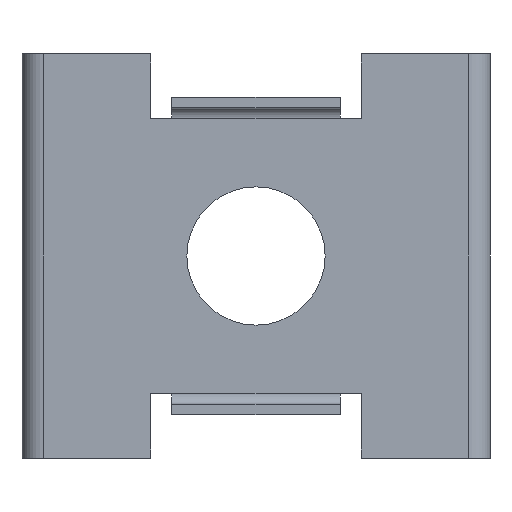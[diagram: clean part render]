
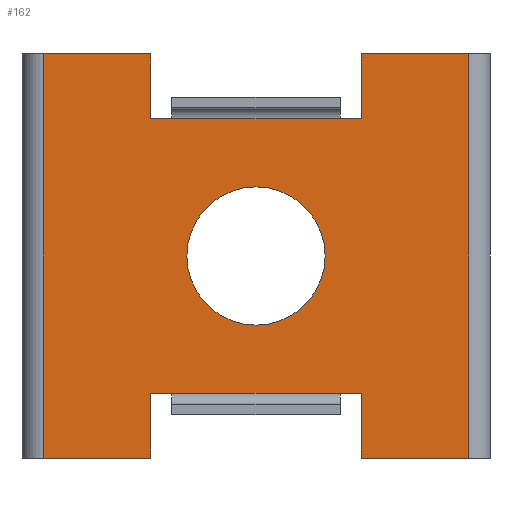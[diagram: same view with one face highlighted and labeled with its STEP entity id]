
A CAD part, front view. The second image highlights one B-rep face of the part: STEP entity #162.
In plain terms, the highlighted planar face has unit normal (0, -1, 0).
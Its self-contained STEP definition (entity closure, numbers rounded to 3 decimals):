
#162=ADVANCED_FACE('',(#321,#322),#323,.T.);
#321=FACE_OUTER_BOUND('',#474,.T.);
#322=FACE_BOUND('',#475,.T.);
#323=PLANE('',#476);
#474=EDGE_LOOP('',(#883,#884,#885,#886,#887,#888,#889,#890,#891,#892,#893,#894,#895,#896,#897,#898));
#475=EDGE_LOOP('',(#899,#900));
#476=AXIS2_PLACEMENT_3D('',#901,#902,#903);
#883=ORIENTED_EDGE('',*,*,#1010,.T.);
#884=ORIENTED_EDGE('',*,*,#1110,.T.);
#885=ORIENTED_EDGE('',*,*,#1107,.T.);
#886=ORIENTED_EDGE('',*,*,#1043,.T.);
#887=ORIENTED_EDGE('',*,*,#1034,.T.);
#888=ORIENTED_EDGE('',*,*,#996,.T.);
#889=ORIENTED_EDGE('',*,*,#990,.T.);
#890=ORIENTED_EDGE('',*,*,#1038,.T.);
#891=ORIENTED_EDGE('',*,*,#1041,.T.);
#892=ORIENTED_EDGE('',*,*,#1111,.T.);
#893=ORIENTED_EDGE('',*,*,#1080,.T.);
#894=ORIENTED_EDGE('',*,*,#1023,.T.);
#895=ORIENTED_EDGE('',*,*,#1001,.T.);
#896=ORIENTED_EDGE('',*,*,#967,.T.);
#897=ORIENTED_EDGE('',*,*,#961,.T.);
#898=ORIENTED_EDGE('',*,*,#1006,.T.);
#899=ORIENTED_EDGE('',*,*,#1054,.T.);
#900=ORIENTED_EDGE('',*,*,#940,.T.);
#901=CARTESIAN_POINT('',(10.0,0.0,-19.0));
#902=DIRECTION('',(0.0,-1.0,0.0));
#903=DIRECTION('',(1.0,0.0,0.0));
#940=EDGE_CURVE('',#1116,#1120,#1122,.T.);
#961=EDGE_CURVE('',#1151,#1153,#1155,.T.);
#967=EDGE_CURVE('',#1161,#1151,#1162,.T.);
#990=EDGE_CURVE('',#1194,#1196,#1198,.T.);
#996=EDGE_CURVE('',#1204,#1194,#1205,.T.);
#1001=EDGE_CURVE('',#1212,#1161,#1213,.T.);
#1006=EDGE_CURVE('',#1153,#1218,#1220,.T.);
#1010=EDGE_CURVE('',#1218,#1224,#1226,.T.);
#1023=EDGE_CURVE('',#1246,#1212,#1247,.T.);
#1034=EDGE_CURVE('',#1266,#1204,#1267,.T.);
#1038=EDGE_CURVE('',#1196,#1270,#1272,.T.);
#1041=EDGE_CURVE('',#1270,#1274,#1276,.T.);
#1043=EDGE_CURVE('',#1278,#1266,#1279,.T.);
#1054=EDGE_CURVE('',#1120,#1116,#1298,.T.);
#1080=EDGE_CURVE('',#1332,#1246,#1333,.T.);
#1107=EDGE_CURVE('',#1368,#1278,#1369,.T.);
#1110=EDGE_CURVE('',#1224,#1368,#1372,.T.);
#1111=EDGE_CURVE('',#1274,#1332,#1373,.T.);
#1116=VERTEX_POINT('',#1378);
#1120=VERTEX_POINT('',#1383);
#1122=CIRCLE('',#1386,6.5);
#1151=VERTEX_POINT('',#1426);
#1153=VERTEX_POINT('',#1428);
#1155=LINE('',#1430,#1431);
#1161=VERTEX_POINT('',#1439);
#1162=LINE('',#1440,#1441);
#1194=VERTEX_POINT('',#1486);
#1196=VERTEX_POINT('',#1488);
#1198=LINE('',#1490,#1491);
#1204=VERTEX_POINT('',#1499);
#1205=LINE('',#1500,#1501);
#1212=VERTEX_POINT('',#1511);
#1213=LINE('',#1512,#1513);
#1218=VERTEX_POINT('',#1520);
#1220=LINE('',#1523,#1524);
#1224=VERTEX_POINT('',#1529);
#1226=LINE('',#1532,#1533);
#1246=VERTEX_POINT('',#1562);
#1247=LINE('',#1563,#1564);
#1266=VERTEX_POINT('',#1588);
#1267=LINE('',#1589,#1590);
#1270=VERTEX_POINT('',#1594);
#1272=LINE('',#1597,#1598);
#1274=VERTEX_POINT('',#1600);
#1276=LINE('',#1603,#1604);
#1278=VERTEX_POINT('',#1606);
#1279=LINE('',#1607,#1608);
#1298=CIRCLE('',#1632,6.5);
#1332=VERTEX_POINT('',#1679);
#1333=LINE('',#1680,#1681);
#1368=VERTEX_POINT('',#1729);
#1369=LINE('',#1730,#1731);
#1372=LINE('',#1734,#1735);
#1373=LINE('',#1736,#1737);
#1378=CARTESIAN_POINT('',(6.5,0.0,0.));
#1383=CARTESIAN_POINT('',(-6.5,0.0,0.));
#1386=AXIS2_PLACEMENT_3D('',#1745,#1746,#1747);
#1426=CARTESIAN_POINT('',(-7.92,0.0,-12.92));
#1428=CARTESIAN_POINT('',(7.92,0.0,-12.92));
#1430=CARTESIAN_POINT('',(5.0,0.0,-12.92));
#1431=VECTOR('',#1771,1.0);
#1439=CARTESIAN_POINT('',(-9.9,0.0,-12.92));
#1440=CARTESIAN_POINT('',(5.0,0.0,-12.92));
#1441=VECTOR('',#1774,1.0);
#1486=CARTESIAN_POINT('',(7.92,0.0,12.92));
#1488=CARTESIAN_POINT('',(-7.92,0.0,12.92));
#1490=CARTESIAN_POINT('',(5.0,0.0,12.92));
#1491=VECTOR('',#1800,1.0);
#1499=CARTESIAN_POINT('',(9.9,0.0,12.92));
#1500=CARTESIAN_POINT('',(5.0,0.0,12.92));
#1501=VECTOR('',#1803,1.0);
#1511=CARTESIAN_POINT('',(-9.9,0.0,-19.0));
#1512=CARTESIAN_POINT('',(-9.9,0.0,-17.48));
#1513=VECTOR('',#1807,1.0);
#1520=CARTESIAN_POINT('',(9.9,0.0,-12.92));
#1523=CARTESIAN_POINT('',(5.0,0.0,-12.92));
#1524=VECTOR('',#1811,1.0);
#1529=CARTESIAN_POINT('',(9.9,0.0,-19.0));
#1532=CARTESIAN_POINT('',(9.9,0.0,-17.48));
#1533=VECTOR('',#1814,1.0);
#1562=CARTESIAN_POINT('',(-20.0,0.0,-19.0));
#1563=CARTESIAN_POINT('',(0.0,0.0,-19.0));
#1564=VECTOR('',#1827,1.0);
#1588=CARTESIAN_POINT('',(9.9,0.0,19.0));
#1589=CARTESIAN_POINT('',(9.9,0.0,-1.52));
#1590=VECTOR('',#1845,1.0);
#1594=CARTESIAN_POINT('',(-9.9,0.0,12.92));
#1597=CARTESIAN_POINT('',(5.0,0.0,12.92));
#1598=VECTOR('',#1848,1.0);
#1600=CARTESIAN_POINT('',(-9.9,0.0,19.0));
#1603=CARTESIAN_POINT('',(-9.9,0.0,-1.52));
#1604=VECTOR('',#1850,1.0);
#1606=CARTESIAN_POINT('',(20.0,0.0,19.0));
#1607=CARTESIAN_POINT('',(0.0,0.0,19.0));
#1608=VECTOR('',#1851,1.0);
#1632=AXIS2_PLACEMENT_3D('',#1869,#1870,#1871);
#1679=CARTESIAN_POINT('',(-20.0,0.0,19.0));
#1680=CARTESIAN_POINT('',(-20.0,0.0,19.0));
#1681=VECTOR('',#1894,1.0);
#1729=CARTESIAN_POINT('',(20.0,0.0,-19.0));
#1730=CARTESIAN_POINT('',(20.0,0.0,-19.0));
#1731=VECTOR('',#1920,1.0);
#1734=CARTESIAN_POINT('',(0.0,0.0,-19.0));
#1735=VECTOR('',#1924,1.0);
#1736=CARTESIAN_POINT('',(0.0,0.0,19.0));
#1737=VECTOR('',#1925,1.0);
#1745=CARTESIAN_POINT('',(0.0,0.0,0.0));
#1746=DIRECTION('',(-0.0,1.0,0.0));
#1747=DIRECTION('',(1.0,0.0,0.0));
#1771=DIRECTION('',(1.0,0.0,0.));
#1774=DIRECTION('',(1.0,0.0,0.));
#1800=DIRECTION('',(-1.0,0.0,0.0));
#1803=DIRECTION('',(-1.0,0.0,0.0));
#1807=DIRECTION('',(0.,0.0,1.0));
#1811=DIRECTION('',(1.0,0.0,0.));
#1814=DIRECTION('',(0.,0.0,-1.0));
#1827=DIRECTION('',(1.0,0.0,0.0));
#1845=DIRECTION('',(-0.0,-0.0,-1.0));
#1848=DIRECTION('',(-1.0,0.0,0.0));
#1850=DIRECTION('',(-0.0,0.0,1.0));
#1851=DIRECTION('',(-1.0,-0.0,-0.0));
#1869=CARTESIAN_POINT('',(0.0,0.0,0.0));
#1870=DIRECTION('',(-0.0,1.0,0.0));
#1871=DIRECTION('',(1.0,0.0,0.0));
#1894=DIRECTION('',(0.,0.0,-1.0));
#1920=DIRECTION('',(0.0,0.0,1.0));
#1924=DIRECTION('',(1.0,0.0,0.0));
#1925=DIRECTION('',(-1.0,-0.0,-0.0));
